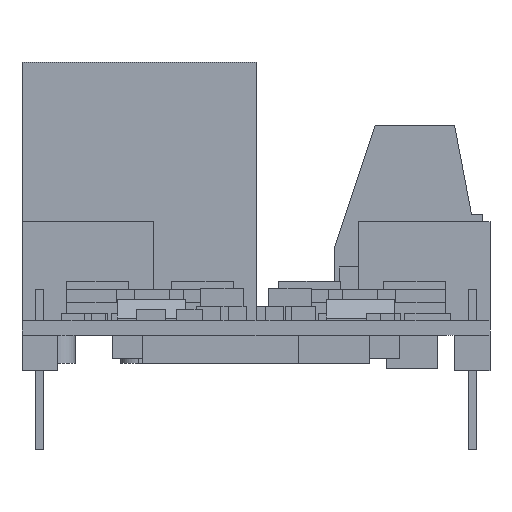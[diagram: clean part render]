
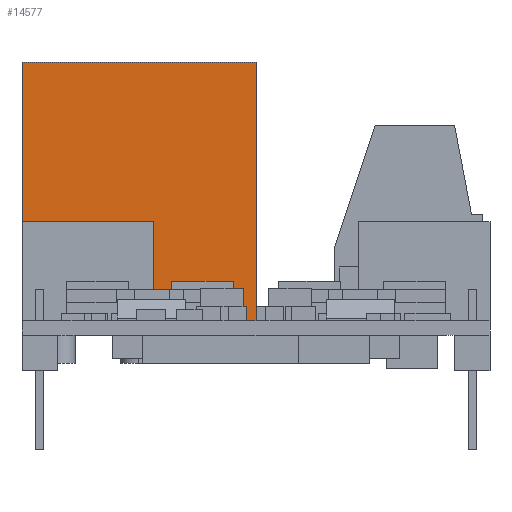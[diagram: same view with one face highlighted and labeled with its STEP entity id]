
A CAD part, front view. The second image highlights one B-rep face of the part: STEP entity #14577.
In plain terms, the highlighted planar face has unit normal (0, -1, 0).
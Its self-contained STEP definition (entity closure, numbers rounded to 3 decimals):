
#1254=DIRECTION('',(1.,0.,0.));
#1255=VECTOR('',#1254,4.1);
#1256=CARTESIAN_POINT('',(-4.1,-29.2,0.));
#1257=LINE('',#1256,#1255);
#1326=DIRECTION('',(1.,0.,0.));
#1327=VECTOR('',#1326,4.);
#1328=CARTESIAN_POINT('',(-16.5,-29.2,0.));
#1329=LINE('',#1328,#1327);
#4376=DIRECTION('',(0.,0.,1.));
#4377=VECTOR('',#4376,18.25);
#4378=CARTESIAN_POINT('',(0.,-29.2,0.));
#4379=LINE('',#4378,#4377);
#4380=DIRECTION('',(-1.,0.,0.));
#4381=VECTOR('',#4380,8.4);
#4382=CARTESIAN_POINT('',(-4.1,-29.2,0.6));
#4383=LINE('',#4382,#4381);
#4384=DIRECTION('',(0.,0.,1.));
#4385=VECTOR('',#4384,0.6);
#4386=CARTESIAN_POINT('',(-12.5,-29.2,0.));
#4387=LINE('',#4386,#4385);
#4388=DIRECTION('',(0.,0.,1.));
#4389=VECTOR('',#4388,18.25);
#4390=CARTESIAN_POINT('',(-16.5,-29.2,0.));
#4391=LINE('',#4390,#4389);
#4392=DIRECTION('',(0.,0.,1.));
#4393=VECTOR('',#4392,0.6);
#4394=CARTESIAN_POINT('',(-4.1,-29.2,0.));
#4395=LINE('',#4394,#4393);
#4502=DIRECTION('',(1.,0.,0.));
#4503=VECTOR('',#4502,16.5);
#4504=CARTESIAN_POINT('',(-16.5,-29.2,18.25));
#4505=LINE('',#4504,#4503);
#6755=CARTESIAN_POINT('',(-16.5,-29.2,18.25));
#6757=VERTEX_POINT('',#6755);
#6758=CARTESIAN_POINT('',(0.,-29.2,18.25));
#6759=VERTEX_POINT('',#6758);
#6762=CARTESIAN_POINT('',(0.,-29.2,0.));
#6764=VERTEX_POINT('',#6762);
#6768=CARTESIAN_POINT('',(-16.5,-29.2,0.));
#6769=VERTEX_POINT('',#6768);
#8814=CARTESIAN_POINT('',(-4.1,-29.2,0.));
#8816=VERTEX_POINT('',#8814);
#8820=CARTESIAN_POINT('',(-12.5,-29.2,0.));
#8821=VERTEX_POINT('',#8820);
#8846=CARTESIAN_POINT('',(-4.1,-29.2,0.6));
#8847=CARTESIAN_POINT('',(-12.5,-29.2,0.6));
#8848=VERTEX_POINT('',#8846);
#8849=VERTEX_POINT('',#8847);
#14558=CARTESIAN_POINT('',(-16.5,-29.2,0.));
#14559=DIRECTION('',(0.,-1.,0.));
#14560=DIRECTION('',(1.,0.,0.));
#14561=AXIS2_PLACEMENT_3D('',#14558,#14559,#14560);
#14562=PLANE('',#14561);
#14564=ORIENTED_EDGE('',*,*,#14563,.T.);
#14566=ORIENTED_EDGE('',*,*,#14565,.F.);
#14567=ORIENTED_EDGE('',*,*,#8985,.F.);
#14568=ORIENTED_EDGE('',*,*,#13599,.T.);
#14570=ORIENTED_EDGE('',*,*,#14569,.T.);
#14571=ORIENTED_EDGE('',*,*,#14550,.F.);
#14572=ORIENTED_EDGE('',*,*,#8945,.F.);
#14574=ORIENTED_EDGE('',*,*,#14573,.T.);
#14575=EDGE_LOOP('',(#14564,#14566,#14567,#14568,#14570,#14571,#14572,#14574));
#14576=FACE_OUTER_BOUND('',#14575,.F.);
#8945=EDGE_CURVE('',#8816,#6764,#1257,.T.);
#8985=EDGE_CURVE('',#6769,#8821,#1329,.T.);
#13599=EDGE_CURVE('',#6769,#6757,#4391,.T.);
#14550=EDGE_CURVE('',#6764,#6759,#4379,.T.);
#14563=EDGE_CURVE('',#8848,#8849,#4383,.T.);
#14565=EDGE_CURVE('',#8821,#8849,#4387,.T.);
#14569=EDGE_CURVE('',#6757,#6759,#4505,.T.);
#14573=EDGE_CURVE('',#8816,#8848,#4395,.T.);
#14577=ADVANCED_FACE('',(#14576),#14562,.T.);
